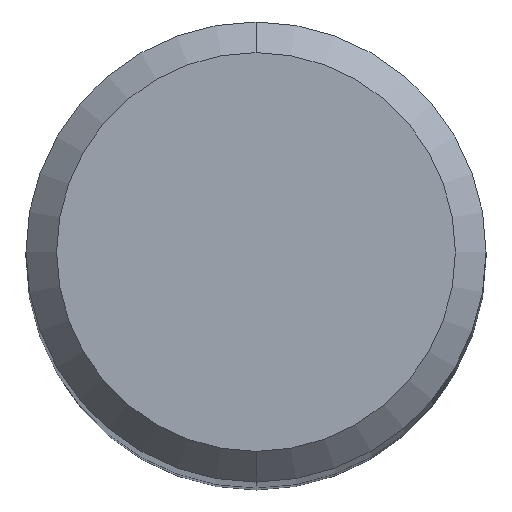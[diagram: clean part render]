
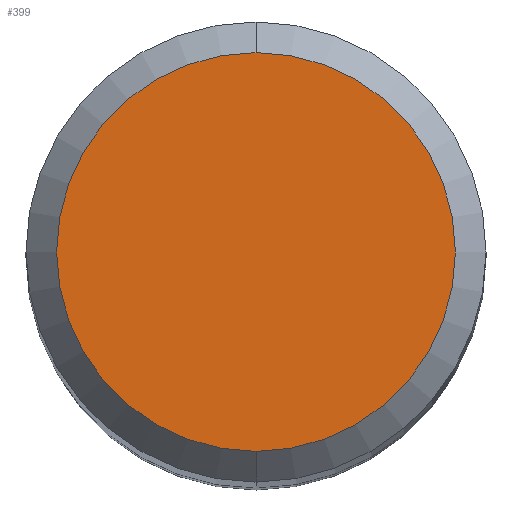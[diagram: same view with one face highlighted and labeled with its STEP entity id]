
A CAD part, top view. The second image highlights one B-rep face of the part: STEP entity #399.
In plain terms, the highlighted planar face has unit normal (0, 0, 1).
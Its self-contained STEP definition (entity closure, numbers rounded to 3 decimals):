
#181=VERTEX_POINT('',#489);
#261=VERTEX_POINT('',#578);
#315=EDGE_CURVE('',#181,#261,#637,.T.);
#323=EDGE_CURVE('',#261,#181,#645,.T.);
#399=ADVANCED_FACE('',(#728),#729,.T.);
#489=CARTESIAN_POINT('',(0.0,2.6,0.0));
#578=CARTESIAN_POINT('',(0.,-2.6,0.0));
#637=CIRCLE('',#1114,2.6);
#645=CIRCLE('',#1127,2.6);
#728=FACE_OUTER_BOUND('',#1280,.T.);
#729=PLANE('',#1281);
#1114=AXIS2_PLACEMENT_3D('',#1611,#1612,#1613);
#1127=AXIS2_PLACEMENT_3D('',#1616,#1617,#1618);
#1280=EDGE_LOOP('',(#1715,#1716));
#1281=AXIS2_PLACEMENT_3D('',#1717,#1718,#1719);
#1611=CARTESIAN_POINT('',(0.0,0.0,0.0));
#1612=DIRECTION('',(0.0,0.0,-1.0));
#1613=DIRECTION('',(0.0,1.0,0.0));
#1616=CARTESIAN_POINT('',(0.0,0.0,0.0));
#1617=DIRECTION('',(0.0,0.0,-1.0));
#1618=DIRECTION('',(0.0,1.0,0.0));
#1715=ORIENTED_EDGE('',*,*,#315,.F.);
#1716=ORIENTED_EDGE('',*,*,#323,.F.);
#1717=CARTESIAN_POINT('',(0.0,1.3,0.0));
#1718=DIRECTION('',(-0.0,0.0,1.0));
#1719=DIRECTION('',(0.0,-1.0,0.0));
